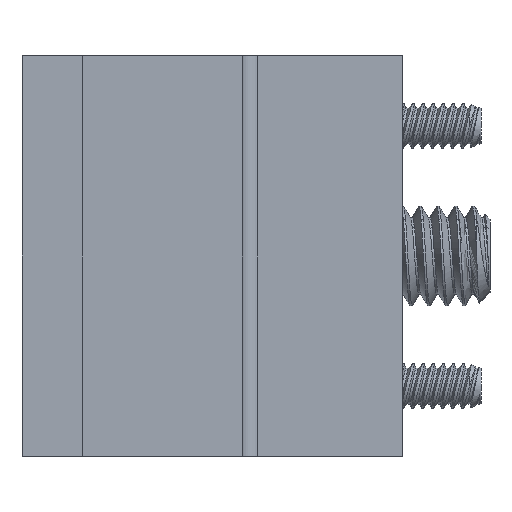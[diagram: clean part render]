
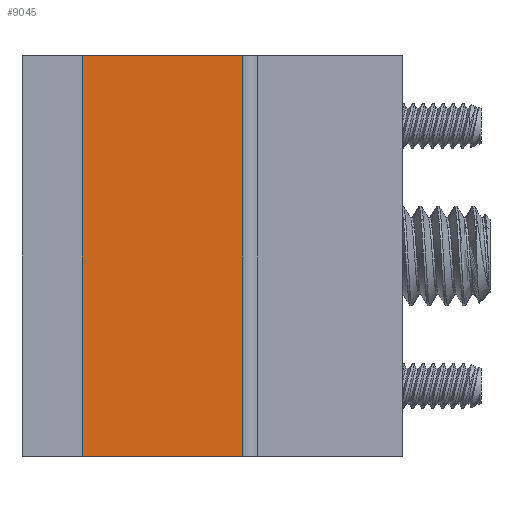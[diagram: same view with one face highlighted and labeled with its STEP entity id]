
A CAD part, left-side view. The second image highlights one B-rep face of the part: STEP entity #9045.
In plain terms, the highlighted planar face has unit normal (-1, 0, 0).
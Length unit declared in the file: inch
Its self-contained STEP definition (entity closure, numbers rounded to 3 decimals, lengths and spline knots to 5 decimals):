
#85 = LINE ( 'NONE', #6367, #2795 ) ;
#781 = VERTEX_POINT ( 'NONE', #8354 ) ;
#1035 = CARTESIAN_POINT ( 'NONE',  ( -1., 0.5, -1.25 ) ) ;
#1931 = DIRECTION ( 'NONE',  ( 0., -1., 0. ) ) ;
#2180 = ORIENTED_EDGE ( 'NONE', *, *, #2252, .F. ) ;
#2214 = EDGE_CURVE ( 'NONE', #10966, #781, #7229, .T. ) ;
#2252 = EDGE_CURVE ( 'NONE', #9520, #10966, #85, .T. ) ;
#2263 = VECTOR ( 'NONE', #4605, 39.37008 ) ;
#2278 = EDGE_CURVE ( 'NONE', #9520, #6876, #4573, .T. ) ;
#2325 = EDGE_CURVE ( 'NONE', #6876, #781, #4054, .T. ) ;
#2439 = DIRECTION ( 'NONE',  ( -1., 0., 0. ) ) ;
#2795 = VECTOR ( 'NONE', #4568, 39.37008 ) ;
#3817 = DIRECTION ( 'NONE',  ( 0., 0., 1. ) ) ;
#3931 = CARTESIAN_POINT ( 'NONE',  ( -1., 1., -1.25 ) ) ;
#4054 = LINE ( 'NONE', #8222, #6393 ) ;
#4166 = EDGE_LOOP ( 'NONE', ( #9246, #2180, #10599, #5963 ) ) ;
#4568 = DIRECTION ( 'NONE',  ( 0., 0., 1. ) ) ;
#4573 = LINE ( 'NONE', #1035, #2263 ) ;
#4605 = DIRECTION ( 'NONE',  ( 0., -1., 0. ) ) ;
#5043 = CARTESIAN_POINT ( 'NONE',  ( -1., 0.5, -1.25 ) ) ;
#5660 = CARTESIAN_POINT ( 'NONE',  ( -1., 1., 0. ) ) ;
#5963 = ORIENTED_EDGE ( 'NONE', *, *, #2325, .T. ) ;
#6120 = AXIS2_PLACEMENT_3D ( 'NONE', #5043, #2439, #8615 ) ;
#6367 = CARTESIAN_POINT ( 'NONE',  ( -1., 1., -1.25 ) ) ;
#6393 = VECTOR ( 'NONE', #3817, 39.37008 ) ;
#6876 = VERTEX_POINT ( 'NONE', #9460 ) ;
#7229 = LINE ( 'NONE', #8100, #9598 ) ;
#7740 = PLANE ( 'NONE',  #6120 ) ;
#8100 = CARTESIAN_POINT ( 'NONE',  ( -1., 0.5, 0. ) ) ;
#8222 = CARTESIAN_POINT ( 'NONE',  ( -1., 0.5, -1.25 ) ) ;
#8354 = CARTESIAN_POINT ( 'NONE',  ( -1., 0.5, 0. ) ) ;
#8615 = DIRECTION ( 'NONE',  ( 0., 0., 1. ) ) ;
#9045 = ADVANCED_FACE ( 'NONE', ( #11384 ), #7740, .T. ) ;
#9246 = ORIENTED_EDGE ( 'NONE', *, *, #2214, .F. ) ;
#9460 = CARTESIAN_POINT ( 'NONE',  ( -1., 0.5, -1.25 ) ) ;
#9520 = VERTEX_POINT ( 'NONE', #3931 ) ;
#9598 = VECTOR ( 'NONE', #1931, 39.37008 ) ;
#10599 = ORIENTED_EDGE ( 'NONE', *, *, #2278, .T. ) ;
#10966 = VERTEX_POINT ( 'NONE', #5660 ) ;
#11384 = FACE_OUTER_BOUND ( 'NONE', #4166, .T. ) ;
